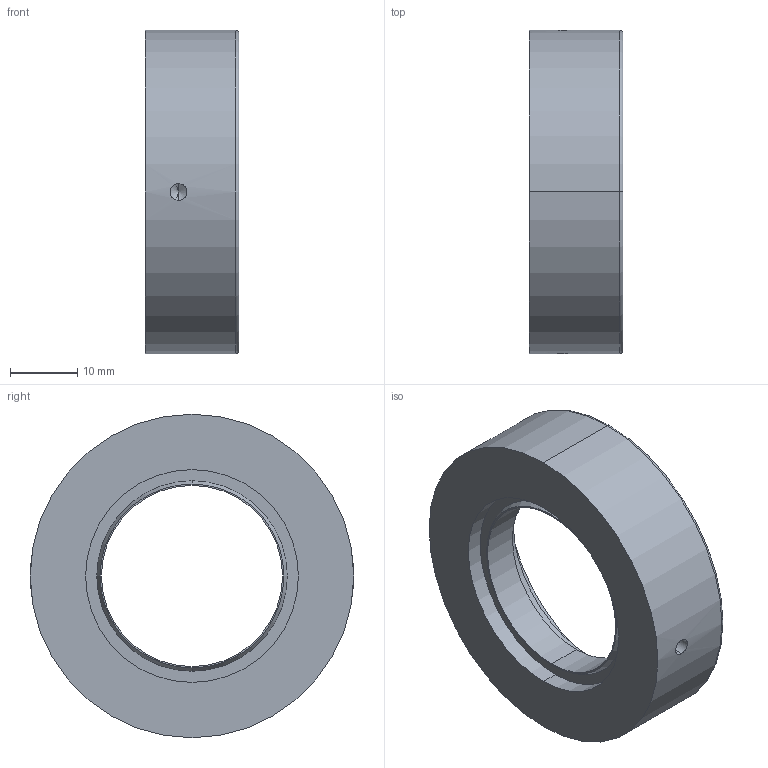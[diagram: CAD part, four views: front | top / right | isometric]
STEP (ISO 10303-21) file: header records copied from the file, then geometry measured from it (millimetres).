
FILE_DESCRIPTION (( 'STEP AP214' ), '1' );
FILE_NAME ('HA01-48-27.STEP', '2011-01-17T13:00:50', ( '' ), ( '' ), 'SwSTEP 2.0', 'SolidWorks 2010', '' );
FILE_SCHEMA (( 'AUTOMOTIVE_DESIGN' ));
Length unit declared in the file: millimetre
Products named in the file (1): HA01-48-27
Bounding box: 14 x 48.2 x 48.2 mm (x, y, z)
Volume: 12425.7 mm3; surface area: 8622.9 mm2
Topology: 2 solids, 2 shells, 34 faces, 72 edges, 44 vertices
Faces by surface type: cylinder 18, plane 8, cone 6, torus 2
Entity records: 1118 total; most frequent: CARTESIAN_POINT 223, DIRECTION 174, ORIENTED_EDGE 136, AXIS2_PLACEMENT_3D 75, EDGE_CURVE 68, EDGE_LOOP 44, VERTEX_POINT 44, CIRCLE 40
